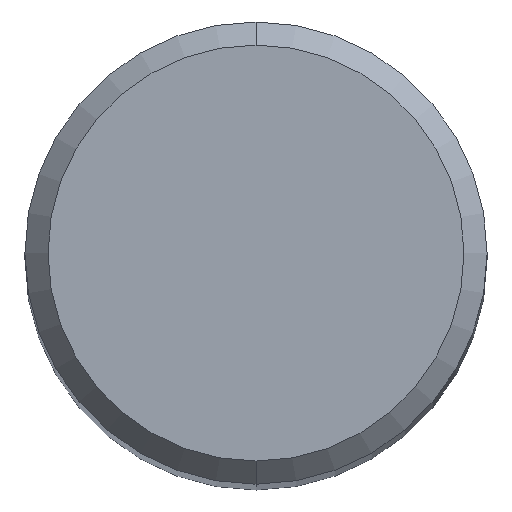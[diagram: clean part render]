
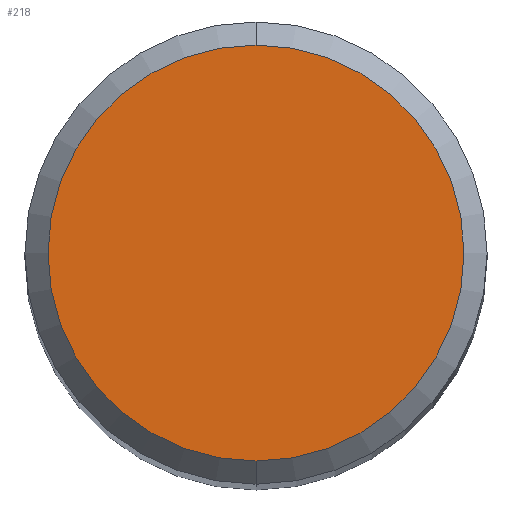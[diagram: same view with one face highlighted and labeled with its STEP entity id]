
A CAD part, top view. The second image highlights one B-rep face of the part: STEP entity #218.
In plain terms, the highlighted planar face has unit normal (0, 0, 1).
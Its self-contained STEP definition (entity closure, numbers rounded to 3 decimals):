
#104=EDGE_CURVE('',#114,#196,#249,.T.);
#114=VERTEX_POINT('',#259);
#148=EDGE_CURVE('',#196,#114,#299,.T.);
#196=VERTEX_POINT('',#354);
#218=ADVANCED_FACE('',(#379),#380,.T.);
#249=CIRCLE('',#407,3.6);
#259=CARTESIAN_POINT('',(0.0,3.6,0.0));
#299=CIRCLE('',#472,3.6);
#354=CARTESIAN_POINT('',(0.,-3.6,0.0));
#379=FACE_OUTER_BOUND('',#569,.T.);
#380=PLANE('',#570);
#407=AXIS2_PLACEMENT_3D('',#580,#581,#582);
#472=AXIS2_PLACEMENT_3D('',#643,#644,#645);
#569=EDGE_LOOP('',(#752,#753));
#570=AXIS2_PLACEMENT_3D('',#754,#755,#756);
#580=CARTESIAN_POINT('',(0.0,0.0,0.0));
#581=DIRECTION('',(0.0,0.0,-1.0));
#582=DIRECTION('',(0.0,1.0,0.0));
#643=CARTESIAN_POINT('',(0.0,0.0,0.0));
#644=DIRECTION('',(0.0,0.0,-1.0));
#645=DIRECTION('',(0.0,1.0,0.0));
#752=ORIENTED_EDGE('',*,*,#104,.F.);
#753=ORIENTED_EDGE('',*,*,#148,.F.);
#754=CARTESIAN_POINT('',(0.0,1.8,0.0));
#755=DIRECTION('',(-0.0,0.0,1.0));
#756=DIRECTION('',(0.0,-1.0,0.0));
